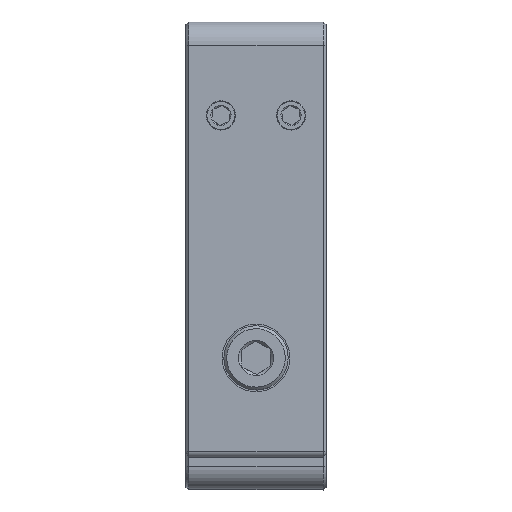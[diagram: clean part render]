
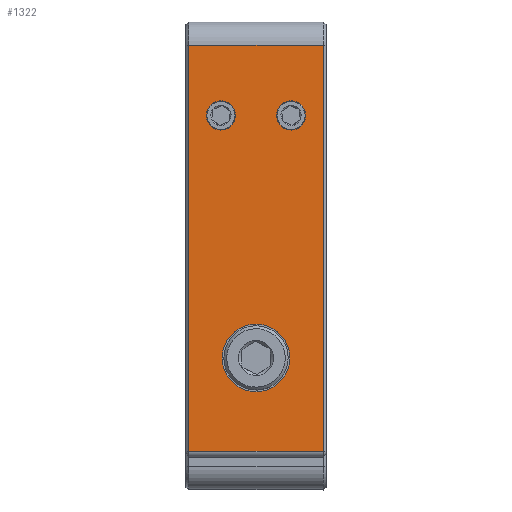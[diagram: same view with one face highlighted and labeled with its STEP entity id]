
A CAD part, top view. The second image highlights one B-rep face of the part: STEP entity #1322.
In plain terms, the highlighted planar face has unit normal (0, 0, 1).
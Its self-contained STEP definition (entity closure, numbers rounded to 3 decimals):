
#105 = DIRECTION ( 'NONE',  ( 1., 0., 0. ) ) ;
#516 = CIRCLE ( 'NONE', #4816, 2.9 ) ;
#598 = VECTOR ( 'NONE', #1992, 1000. ) ;
#669 = VERTEX_POINT ( 'NONE', #3102 ) ;
#788 = CARTESIAN_POINT ( 'NONE',  ( 34.891, 31.311, 60. ) ) ;
#850 = CIRCLE ( 'NONE', #2195, 1.25 ) ;
#879 = DIRECTION ( 'NONE',  ( 0., 1., 0. ) ) ;
#903 = CARTESIAN_POINT ( 'NONE',  ( 30.891, 39.311, 60. ) ) ;
#928 = DIRECTION ( 'NONE',  ( 1., 0., 0. ) ) ;
#1164 = EDGE_CURVE ( 'NONE', #2529, #669, #2463, .T. ) ;
#1322 = ADVANCED_FACE ( 'NONE', ( #7244, #4950, #1355, #5418 ), #5493, .F. ) ;
#1351 = CARTESIAN_POINT ( 'NONE',  ( 33.641, 31.311, 60. ) ) ;
#1355 = FACE_BOUND ( 'NONE', #5007, .T. ) ;
#1549 = ORIENTED_EDGE ( 'NONE', *, *, #2198, .F. ) ;
#1560 = DIRECTION ( 'NONE',  ( 0., 0., 1. ) ) ;
#1666 = CARTESIAN_POINT ( 'NONE',  ( 36.641, 10.561, 60. ) ) ;
#1768 = DIRECTION ( 'NONE',  ( 0., -1., 0. ) ) ;
#1838 = CARTESIAN_POINT ( 'NONE',  ( 42.641, 2.561, 60. ) ) ;
#1992 = DIRECTION ( 'NONE',  ( -1., 0., 0. ) ) ;
#2027 = VERTEX_POINT ( 'NONE', #788 ) ;
#2195 = AXIS2_PLACEMENT_3D ( 'NONE', #1351, #4301, #105 ) ;
#2198 = EDGE_CURVE ( 'NONE', #4863, #4863, #7584, .T. ) ;
#2207 = DIRECTION ( 'NONE',  ( 1., 0., 0. ) ) ;
#2367 = VECTOR ( 'NONE', #5586, 1000. ) ;
#2448 = LINE ( 'NONE', #1838, #598 ) ;
#2463 = LINE ( 'NONE', #4188, #5588 ) ;
#2529 = VERTEX_POINT ( 'NONE', #5664 ) ;
#2722 = DIRECTION ( 'NONE',  ( 0., 0., 1. ) ) ;
#2730 = CARTESIAN_POINT ( 'NONE',  ( 30.891, 2.561, 60. ) ) ;
#3102 = CARTESIAN_POINT ( 'NONE',  ( 42.391, 2.561, 60. ) ) ;
#3397 = EDGE_LOOP ( 'NONE', ( #3632, #3746, #5917, #4003 ) ) ;
#3426 = EDGE_CURVE ( 'NONE', #2027, #2027, #850, .T. ) ;
#3632 = ORIENTED_EDGE ( 'NONE', *, *, #1164, .F. ) ;
#3707 = CARTESIAN_POINT ( 'NONE',  ( 30.891, 37.311, 60. ) ) ;
#3746 = ORIENTED_EDGE ( 'NONE', *, *, #7201, .F. ) ;
#3765 = CARTESIAN_POINT ( 'NONE',  ( 42.641, 39.311, 60. ) ) ;
#3807 = CARTESIAN_POINT ( 'NONE',  ( 39.641, 31.311, 60. ) ) ;
#3848 = LINE ( 'NONE', #6186, #5214 ) ;
#3878 = EDGE_CURVE ( 'NONE', #669, #4350, #2448, .T. ) ;
#4003 = ORIENTED_EDGE ( 'NONE', *, *, #3878, .F. ) ;
#4115 = AXIS2_PLACEMENT_3D ( 'NONE', #3765, #6171, #879 ) ;
#4188 = CARTESIAN_POINT ( 'NONE',  ( 42.391, 39.311, 60. ) ) ;
#4301 = DIRECTION ( 'NONE',  ( 0., 0., 1. ) ) ;
#4350 = VERTEX_POINT ( 'NONE', #2730 ) ;
#4581 = ORIENTED_EDGE ( 'NONE', *, *, #5026, .F. ) ;
#4619 = AXIS2_PLACEMENT_3D ( 'NONE', #3807, #2722, #5563 ) ;
#4816 = AXIS2_PLACEMENT_3D ( 'NONE', #1666, #1560, #2207 ) ;
#4863 = VERTEX_POINT ( 'NONE', #7301 ) ;
#4950 = FACE_OUTER_BOUND ( 'NONE', #3397, .T. ) ;
#5007 = EDGE_LOOP ( 'NONE', ( #1549 ) ) ;
#5026 = EDGE_CURVE ( 'NONE', #5086, #5086, #516, .T. ) ;
#5048 = CARTESIAN_POINT ( 'NONE',  ( 39.541, 10.561, 60. ) ) ;
#5086 = VERTEX_POINT ( 'NONE', #5048 ) ;
#5178 = EDGE_LOOP ( 'NONE', ( #7132 ) ) ;
#5214 = VECTOR ( 'NONE', #928, 1000. ) ;
#5418 = FACE_BOUND ( 'NONE', #5178, .T. ) ;
#5485 = EDGE_CURVE ( 'NONE', #5690, #4350, #6162, .T. ) ;
#5493 = PLANE ( 'NONE',  #4115 ) ;
#5563 = DIRECTION ( 'NONE',  ( 1., 0., 0. ) ) ;
#5586 = DIRECTION ( 'NONE',  ( 0., -1., 0. ) ) ;
#5588 = VECTOR ( 'NONE', #1768, 1000. ) ;
#5664 = CARTESIAN_POINT ( 'NONE',  ( 42.391, 37.311, 60. ) ) ;
#5690 = VERTEX_POINT ( 'NONE', #3707 ) ;
#5917 = ORIENTED_EDGE ( 'NONE', *, *, #5485, .T. ) ;
#6162 = LINE ( 'NONE', #903, #2367 ) ;
#6171 = DIRECTION ( 'NONE',  ( 0., 0., -1. ) ) ;
#6186 = CARTESIAN_POINT ( 'NONE',  ( 42.641, 37.311, 60. ) ) ;
#6658 = EDGE_LOOP ( 'NONE', ( #4581 ) ) ;
#7132 = ORIENTED_EDGE ( 'NONE', *, *, #3426, .F. ) ;
#7201 = EDGE_CURVE ( 'NONE', #5690, #2529, #3848, .T. ) ;
#7244 = FACE_BOUND ( 'NONE', #6658, .T. ) ;
#7301 = CARTESIAN_POINT ( 'NONE',  ( 40.891, 31.311, 60. ) ) ;
#7584 = CIRCLE ( 'NONE', #4619, 1.25 ) ;
